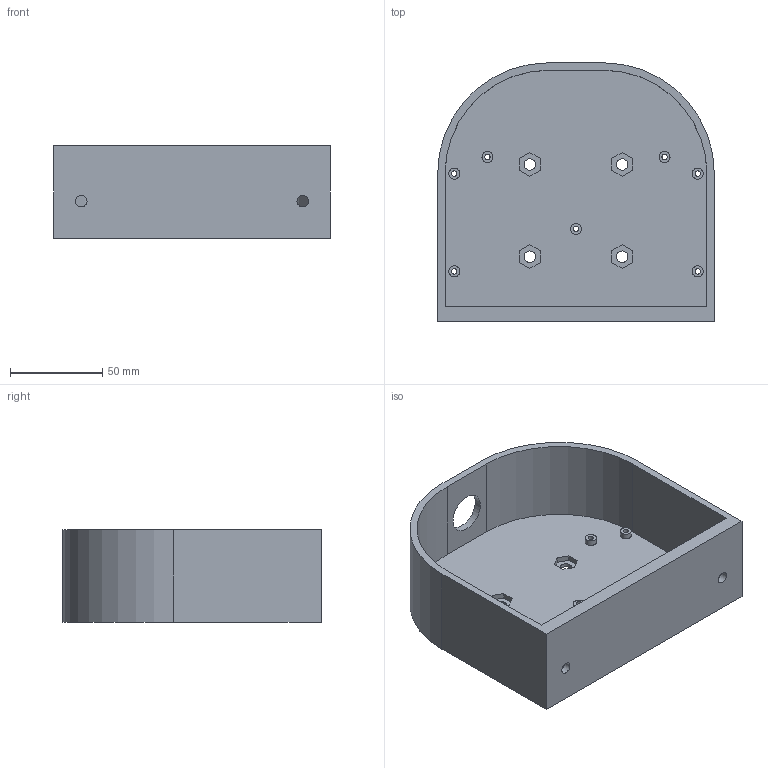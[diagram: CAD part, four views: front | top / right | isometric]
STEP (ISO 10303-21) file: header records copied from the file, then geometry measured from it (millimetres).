
FILE_DESCRIPTION(('FreeCAD Model'),'2;1');
FILE_NAME('Open CASCADE Shape Model','2024-02-13T03:47:39',(''),(''), 'Open CASCADE STEP processor 7.5','FreeCAD','Unknown');
FILE_SCHEMA(('AUTOMOTIVE_DESIGN { 1 0 10303 214 1 1 1 1 }'));
Length unit declared in the file: millimetre
Products named in the file (1): Body
Bounding box: 150 x 140 x 50 mm (x, y, z)
Volume: 211575.3 mm3; surface area: 88581.4 mm2
Topology: 1 solids, 1 shells, 85 faces, 207 edges, 138 vertices
Faces by surface type: plane 60, cylinder 25
Full cylindrical faces by diameter (mm): 2.9 x7, 6 x7, 6.2 x6, 21 x1
Entity records: 5275 total; most frequent: CARTESIAN_POINT 875, DIRECTION 838, LINE 521, VECTOR 521, ORIENTED_EDGE 414, PCURVE 414, DEFINITIONAL_REPRESENTATION 414, EDGE_CURVE 207
